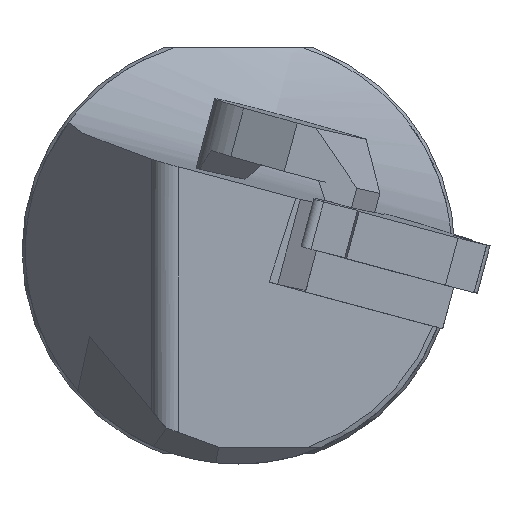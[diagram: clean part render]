
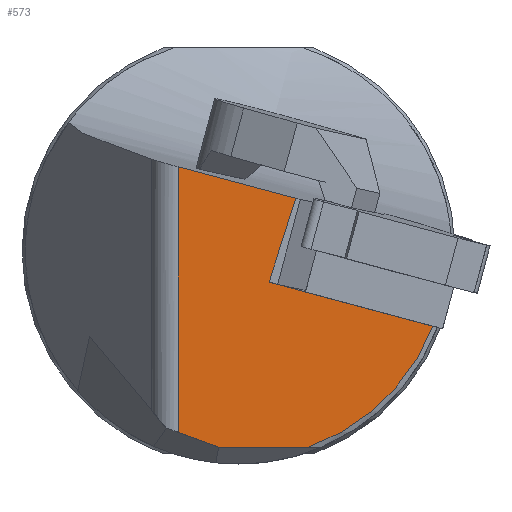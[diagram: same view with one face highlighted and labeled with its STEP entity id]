
A CAD part, left-side view. The second image highlights one B-rep face of the part: STEP entity #573.
In plain terms, the highlighted planar face has unit normal (-1, 0, 0).
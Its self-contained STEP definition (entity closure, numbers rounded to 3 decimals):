
#532=B_SPLINE_CURVE_WITH_KNOTS('',3,(#2273,#2274,#2275,#2276),
 .UNSPECIFIED.,.F.,.F.,(4,4),(0.,1.),.UNSPECIFIED.);
#573=ADVANCED_FACE('',(#682),#626,.T.);
#626=PLANE('',#1679);
#682=FACE_OUTER_BOUND('',#747,.T.);
#747=EDGE_LOOP('',(#978,#979,#980,#981,#982,#983,#984,#985));
#781=CIRCLE('',#1653,15.401);
#978=ORIENTED_EDGE('',*,*,#1337,.F.);
#979=ORIENTED_EDGE('',*,*,#1297,.T.);
#980=ORIENTED_EDGE('',*,*,#1276,.F.);
#981=ORIENTED_EDGE('',*,*,#1295,.F.);
#982=ORIENTED_EDGE('',*,*,#1338,.F.);
#983=ORIENTED_EDGE('',*,*,#1319,.F.);
#984=ORIENTED_EDGE('',*,*,#1339,.T.);
#985=ORIENTED_EDGE('',*,*,#1340,.F.);
#1156=VERTEX_POINT('',#2123);
#1157=VERTEX_POINT('',#2125);
#1169=VERTEX_POINT('',#2169);
#1170=VERTEX_POINT('',#2173);
#1187=VERTEX_POINT('',#2272);
#1188=VERTEX_POINT('',#2277);
#1198=VERTEX_POINT('',#2547);
#1199=VERTEX_POINT('',#2550);
#1276=EDGE_CURVE('',#1156,#1157,#1431,.T.);
#1295=EDGE_CURVE('',#1169,#1156,#1448,.T.);
#1297=EDGE_CURVE('',#1170,#1157,#781,.T.);
#1319=EDGE_CURVE('',#1187,#1188,#532,.T.);
#1337=EDGE_CURVE('',#1170,#1198,#1458,.T.);
#1338=EDGE_CURVE('',#1188,#1169,#1459,.T.);
#1339=EDGE_CURVE('',#1187,#1199,#1460,.T.);
#1340=EDGE_CURVE('',#1198,#1199,#1461,.T.);
#1431=LINE('',#2124,#1543);
#1448=LINE('',#2168,#1560);
#1458=LINE('',#2546,#1570);
#1459=LINE('',#2548,#1571);
#1460=LINE('',#2549,#1572);
#1461=LINE('',#2551,#1573);
#1543=VECTOR('',#1791,1.);
#1560=VECTOR('',#1822,1.);
#1570=VECTOR('',#1886,1.);
#1571=VECTOR('',#1887,1.);
#1572=VECTOR('',#1888,1.);
#1573=VECTOR('',#1889,1.);
#1653=AXIS2_PLACEMENT_3D('',#2172,#1826,#1827);
#1679=AXIS2_PLACEMENT_3D('',#2552,#1890,#1891);
#1791=DIRECTION('',(0.,-0.966,-0.259));
#1822=DIRECTION('',(0.,-0.966,-0.259));
#1826=DIRECTION('',(-1.,0.,0.));
#1827=DIRECTION('',(0.,-1.,0.));
#1886=DIRECTION('',(0.,1.,0.));
#1887=DIRECTION('',(0.,0.302,-0.953));
#1888=DIRECTION('',(0.,0.,-1.));
#1889=DIRECTION('',(0.,0.94,0.342));
#1890=DIRECTION('',(-1.,0.,0.));
#1891=DIRECTION('',(0.,-1.,0.));
#2123=CARTESIAN_POINT('',(1.298,-4.948,-3.031));
#2124=CARTESIAN_POINT('',(1.298,105.912,26.674));
#2125=CARTESIAN_POINT('',(1.298,-14.364,-5.554));
#2168=CARTESIAN_POINT('',(1.298,105.912,26.674));
#2169=CARTESIAN_POINT('',(1.298,-2.26,-2.311));
#2172=CARTESIAN_POINT('',(1.298,0.,0.));
#2173=CARTESIAN_POINT('',(1.298,-5.189,-14.5));
#2272=CARTESIAN_POINT('',(1.298,4.461,6.221));
#2273=CARTESIAN_POINT('',(1.298,4.461,6.221));
#2274=CARTESIAN_POINT('',(1.298,1.565,5.445));
#2275=CARTESIAN_POINT('',(1.298,-1.331,4.669));
#2276=CARTESIAN_POINT('',(1.298,-4.228,3.893));
#2277=CARTESIAN_POINT('',(1.298,-4.228,3.893));
#2546=CARTESIAN_POINT('',(1.298,4.461,-14.5));
#2547=CARTESIAN_POINT('',(1.298,1.465,-14.5));
#2548=CARTESIAN_POINT('',(1.298,-119.101,366.107));
#2549=CARTESIAN_POINT('',(1.298,4.461,405.294));
#2550=CARTESIAN_POINT('',(1.298,4.461,-13.409));
#2551=CARTESIAN_POINT('',(1.298,139.03,35.57));
#2552=CARTESIAN_POINT('',(1.298,4.461,405.294));
